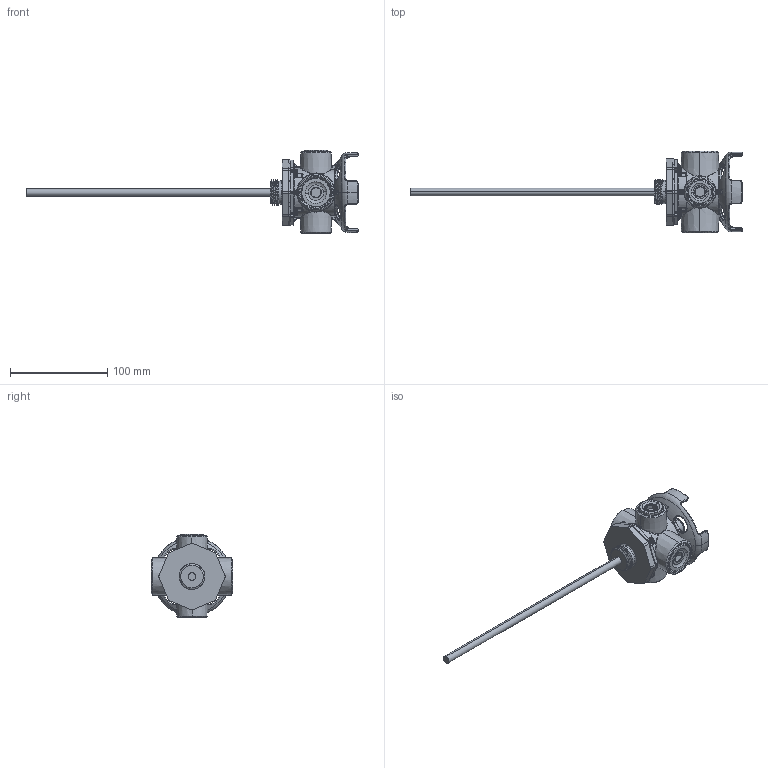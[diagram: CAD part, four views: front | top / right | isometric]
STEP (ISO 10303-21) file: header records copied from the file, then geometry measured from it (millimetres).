
FILE_DESCRIPTION (( 'STEP AP203' ), '1' );
FILE_NAME ('HUB.075NPT.V1.MKTG.STEP', '2024-12-23T21:47:02', ( '' ), ( '' ), 'SwSTEP 2.0', 'SolidWorks 2021', '' );
FILE_SCHEMA (( 'CONFIG_CONTROL_DESIGN' ));
Products named in the file (1): HUB.075NPT.V1.MKTG
Bounding box: 341.16 x 83.82 x 86.31 mm (x, y, z)
Volume: 228628.4 mm3; surface area: 46586.3 mm2
Topology: 1 solids, 1 shells, 2075 faces, 5264 edges, 3191 vertices
Faces by surface type: plane 677, cone 437, cylinder 419, bspline 401, torus 97, sphere 44
Entity records: 108003 total; most frequent: CARTESIAN_POINT 63375, ORIENTED_EDGE 10480, DIRECTION 7924, EDGE_CURVE 5240, AXIS2_PLACEMENT_3D 3342, VERTEX_POINT 3191, B_SPLINE_CURVE_WITH_KNOTS 2225, EDGE_LOOP 2115
